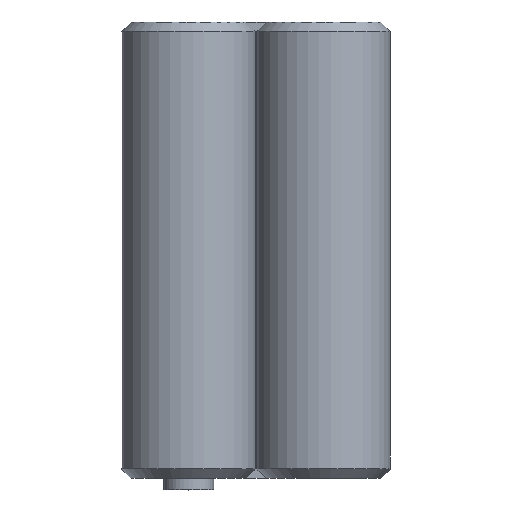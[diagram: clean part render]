
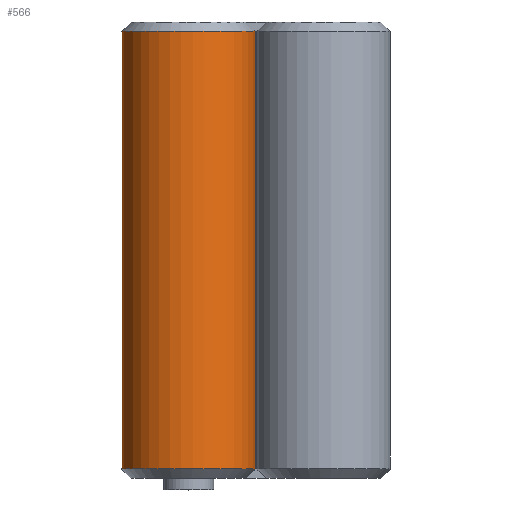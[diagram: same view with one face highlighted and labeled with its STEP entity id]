
A CAD part, top view. The second image highlights one B-rep face of the part: STEP entity #566.
In plain terms, the highlighted cylindrical face has radius 7.2 mm (diameter 14.4 mm), a partial arc.
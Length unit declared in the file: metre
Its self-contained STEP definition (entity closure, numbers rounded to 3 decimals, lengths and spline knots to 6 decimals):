
#32=ELLIPSE('',#623,0.010182,0.0072);
#33=ELLIPSE('',#624,0.010182,0.0072);
#34=ELLIPSE('',#626,0.010182,0.0072);
#52=CIRCLE('',#621,0.0072);
#53=CIRCLE('',#622,0.0072);
#54=CIRCLE('',#625,0.0072);
#67=CYLINDRICAL_SURFACE('',#620,0.0072);
#90=ORIENTED_EDGE('',*,*,#252,.T.);
#91=ORIENTED_EDGE('',*,*,#253,.T.);
#92=ORIENTED_EDGE('',*,*,#254,.F.);
#93=ORIENTED_EDGE('',*,*,#255,.T.);
#94=ORIENTED_EDGE('',*,*,#256,.T.);
#95=ORIENTED_EDGE('',*,*,#257,.T.);
#96=ORIENTED_EDGE('',*,*,#258,.T.);
#97=ORIENTED_EDGE('',*,*,#259,.T.);
#98=ORIENTED_EDGE('',*,*,#260,.F.);
#99=ORIENTED_EDGE('',*,*,#261,.T.);
#100=ORIENTED_EDGE('',*,*,#262,.T.);
#101=ORIENTED_EDGE('',*,*,#263,.T.);
#252=EDGE_CURVE('',#333,#334,#384,.T.);
#253=EDGE_CURVE('',#334,#335,#52,.T.);
#254=EDGE_CURVE('',#336,#335,#385,.T.);
#255=EDGE_CURVE('',#336,#337,#53,.F.);
#256=EDGE_CURVE('',#337,#338,#386,.T.);
#257=EDGE_CURVE('',#338,#339,#32,.F.);
#258=EDGE_CURVE('',#339,#340,#387,.T.);
#259=EDGE_CURVE('',#340,#333,#33,.T.);
#260=EDGE_CURVE('',#341,#342,#388,.T.);
#261=EDGE_CURVE('',#341,#343,#54,.T.);
#262=EDGE_CURVE('',#343,#344,#389,.T.);
#263=EDGE_CURVE('',#344,#342,#34,.F.);
#333=VERTEX_POINT('',#899);
#334=VERTEX_POINT('',#900);
#335=VERTEX_POINT('',#902);
#336=VERTEX_POINT('',#904);
#337=VERTEX_POINT('',#906);
#338=VERTEX_POINT('',#908);
#339=VERTEX_POINT('',#910);
#340=VERTEX_POINT('',#912);
#341=VERTEX_POINT('',#915);
#342=VERTEX_POINT('',#916);
#343=VERTEX_POINT('',#918);
#344=VERTEX_POINT('',#920);
#384=LINE('',#898,#422);
#385=LINE('',#903,#423);
#386=LINE('',#907,#424);
#387=LINE('',#911,#425);
#388=LINE('',#914,#426);
#389=LINE('',#919,#427);
#422=VECTOR('',#714,1.);
#423=VECTOR('',#717,1.);
#424=VECTOR('',#720,1.);
#425=VECTOR('',#723,1.);
#426=VECTOR('',#726,1.);
#427=VECTOR('',#729,1.);
#457=EDGE_LOOP('',(#90,#91,#92,#93,#94,#95,#96,#97));
#458=EDGE_LOOP('',(#98,#99,#100,#101));
#503=FACE_BOUND('',#457,.T.);
#504=FACE_BOUND('',#458,.T.);
#566=ADVANCED_FACE('',(#503,#504),#67,.T.);
#620=AXIS2_PLACEMENT_3D('',#897,#712,#713);
#621=AXIS2_PLACEMENT_3D('',#901,#715,#716);
#622=AXIS2_PLACEMENT_3D('',#905,#718,#719);
#623=AXIS2_PLACEMENT_3D('',#909,#721,#722);
#624=AXIS2_PLACEMENT_3D('',#913,#724,#725);
#625=AXIS2_PLACEMENT_3D('',#917,#727,#728);
#626=AXIS2_PLACEMENT_3D('',#921,#730,#731);
#712=DIRECTION('',(0.,-1.,0.));
#713=DIRECTION('',(-1.,0.,0.));
#714=DIRECTION('',(0.,-1.,0.));
#715=DIRECTION('',(0.,1.,0.));
#716=DIRECTION('',(1.,0.,0.));
#717=DIRECTION('',(0.,-1.,0.));
#718=DIRECTION('',(0.,1.,0.));
#719=DIRECTION('',(1.,0.,0.));
#720=DIRECTION('',(0.,-1.,0.));
#721=DIRECTION('',(0.,-0.707,0.707));
#722=DIRECTION('',(0.,-0.707,-0.707));
#723=DIRECTION('',(0.,-1.,0.));
#724=DIRECTION('',(0.,-0.707,-0.707));
#725=DIRECTION('',(0.,-0.707,0.707));
#726=DIRECTION('',(0.,-1.,0.));
#727=DIRECTION('',(0.,1.,0.));
#728=DIRECTION('',(1.,0.,0.));
#729=DIRECTION('',(0.,-1.,0.));
#730=DIRECTION('',(0.,0.707,-0.707));
#731=DIRECTION('',(0.,-0.707,-0.707));
#897=CARTESIAN_POINT('',(-0.00723,0.049,0.));
#898=CARTESIAN_POINT('',(-0.0001,0.049,-0.001));
#899=CARTESIAN_POINT('',(-0.0001,0.018,-0.001));
#900=CARTESIAN_POINT('',(-0.0001,0.001,-0.001));
#901=CARTESIAN_POINT('',(-0.00723,0.001,0.));
#902=CARTESIAN_POINT('',(-0.0001,0.001,0.001));
#903=CARTESIAN_POINT('',(-0.0001,0.049,0.001));
#904=CARTESIAN_POINT('',(-0.0001,0.048,0.001));
#905=CARTESIAN_POINT('',(-0.00723,0.048,0.));
#906=CARTESIAN_POINT('',(-0.0001,0.048,-0.001));
#907=CARTESIAN_POINT('',(-0.0001,0.049,-0.001));
#908=CARTESIAN_POINT('',(-0.0001,0.031,-0.001));
#909=CARTESIAN_POINT('',(-0.00723,0.032,0.));
#910=CARTESIAN_POINT('',(-0.002049,0.027,-0.005));
#911=CARTESIAN_POINT('',(-0.002049,0.031,-0.005));
#912=CARTESIAN_POINT('',(-0.002049,0.022,-0.005));
#913=CARTESIAN_POINT('',(-0.00723,0.017,0.));
#914=CARTESIAN_POINT('',(-0.000685,0.018,-0.003));
#915=CARTESIAN_POINT('',(-0.000685,0.018,-0.003));
#916=CARTESIAN_POINT('',(-0.000685,0.006,-0.003));
#917=CARTESIAN_POINT('',(-0.00723,0.018,0.));
#918=CARTESIAN_POINT('',(-0.013775,0.018,-0.003));
#919=CARTESIAN_POINT('',(-0.013775,0.018,-0.003));
#920=CARTESIAN_POINT('',(-0.013775,0.006,-0.003));
#921=CARTESIAN_POINT('',(-0.00723,0.009,0.));
